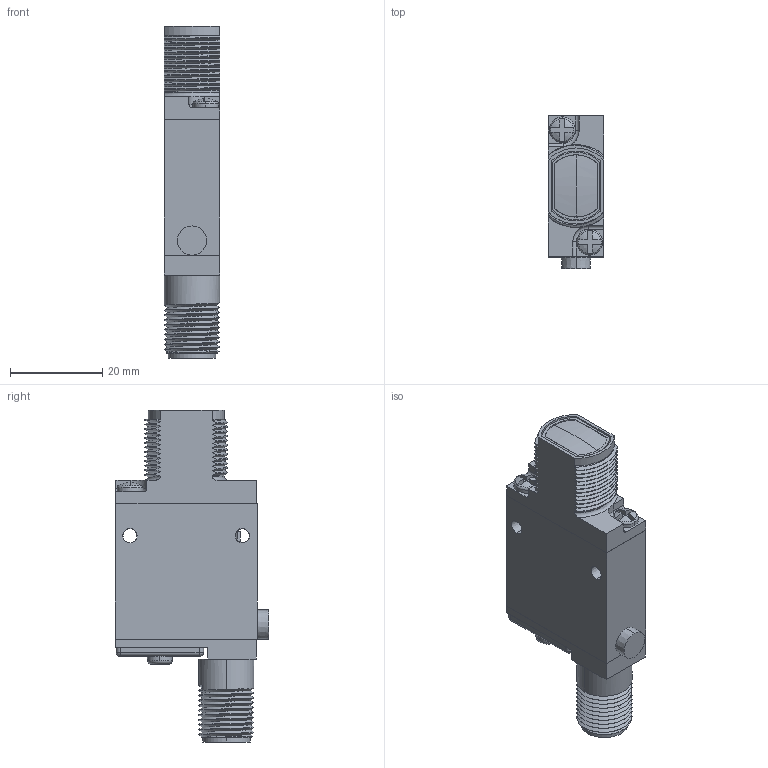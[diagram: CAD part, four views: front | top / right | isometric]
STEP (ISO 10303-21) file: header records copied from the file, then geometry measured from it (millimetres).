
FILE_DESCRIPTION((''),'2;1');
FILE_NAME('154444_SM01_ASM','2025-09-08T14:58:37',('banengservice'),('BANNER ENGINEERING'),'CREO PARAMETRIC BY PTC INC, 2022414','CREO PARAMETRIC BY PTC INC, 2022414','');
FILE_SCHEMA(('CONFIG_CONTROL_DESIGN'));
Length unit declared in the file: millimetre
Products named in the file (2): 154444_EP01; 154444_SM01_ASM
Assembly tree (1 placements, depth 2):
  154444_SM01_ASM
    154444_EP01
Bounding box: 12.09 x 33.32 x 72.12 mm (x, y, z)
Volume: 18201.7 mm3; surface area: 7078.3 mm2
Topology: 1 solids, 1 shells, 322 faces, 884 edges, 573 vertices
Faces by surface type: bspline 102, cylinder 96, plane 89, cone 15, torus 10, sphere 10
Entity records: 20075 total; most frequent: CARTESIAN_POINT 12583, ORIENTED_EDGE 1764, DIRECTION 1220, EDGE_CURVE 882, VERTEX_POINT 573, AXIS2_PLACEMENT_3D 426, VECTOR 368, LINE 368
